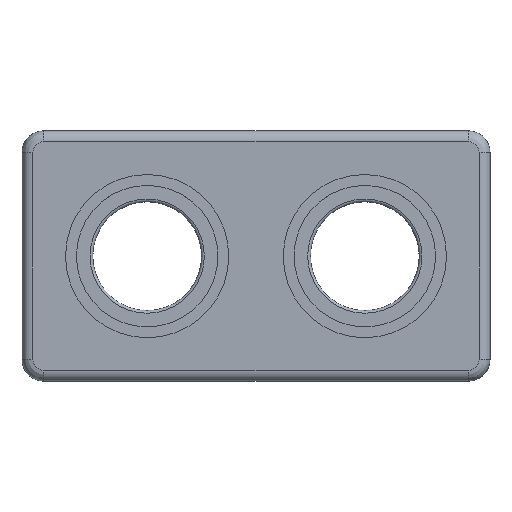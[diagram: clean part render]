
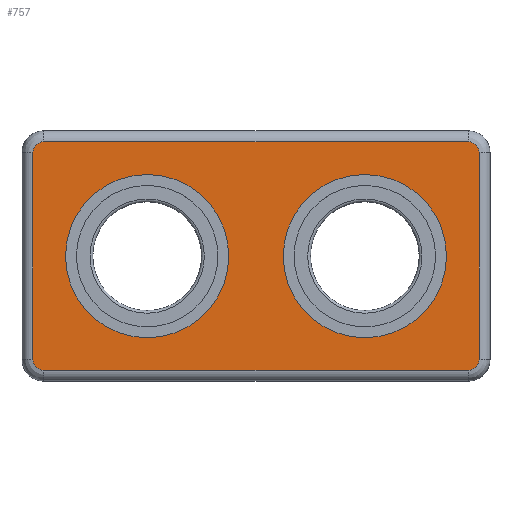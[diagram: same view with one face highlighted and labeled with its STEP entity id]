
A CAD part, top view. The second image highlights one B-rep face of the part: STEP entity #757.
In plain terms, the highlighted planar face has unit normal (0, 0, 1).
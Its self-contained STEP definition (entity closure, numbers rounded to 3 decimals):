
#28=FACE_BOUND('',#249,.T.);
#29=FACE_BOUND('',#250,.T.);
#39=PLANE('',#868);
#73=LINE('',#1336,#119);
#74=LINE('',#1352,#120);
#75=LINE('',#1368,#121);
#76=LINE('',#1384,#122);
#119=VECTOR('',#1050,10.);
#120=VECTOR('',#1059,10.);
#121=VECTOR('',#1068,10.);
#122=VECTOR('',#1077,10.);
#194=FACE_OUTER_BOUND('',#248,.T.);
#248=EDGE_LOOP('',(#654,#655,#656,#657,#658,#659,#660,#661));
#249=EDGE_LOOP('',(#662));
#250=EDGE_LOOP('',(#663));
#311=CIRCLE('',#848,1.);
#316=CIRCLE('',#854,1.);
#319=CIRCLE('',#858,1.);
#323=CIRCLE('',#863,1.);
#324=CIRCLE('',#869,7.5);
#325=CIRCLE('',#870,7.5);
#380=VERTEX_POINT('',#1325);
#381=VERTEX_POINT('',#1327);
#383=VERTEX_POINT('',#1333);
#384=VERTEX_POINT('',#1346);
#385=VERTEX_POINT('',#1350);
#386=VERTEX_POINT('',#1362);
#387=VERTEX_POINT('',#1366);
#388=VERTEX_POINT('',#1378);
#390=VERTEX_POINT('',#1393);
#391=VERTEX_POINT('',#1395);
#464=EDGE_CURVE('',#380,#381,#311,.T.);
#469=EDGE_CURVE('',#381,#383,#73,.T.);
#471=EDGE_CURVE('',#383,#384,#316,.T.);
#473=EDGE_CURVE('',#384,#385,#74,.T.);
#475=EDGE_CURVE('',#385,#386,#319,.T.);
#477=EDGE_CURVE('',#386,#387,#75,.T.);
#480=EDGE_CURVE('',#387,#388,#323,.T.);
#481=EDGE_CURVE('',#388,#380,#76,.T.);
#486=EDGE_CURVE('',#390,#390,#324,.T.);
#487=EDGE_CURVE('',#391,#391,#325,.T.);
#654=ORIENTED_EDGE('',*,*,#464,.F.);
#655=ORIENTED_EDGE('',*,*,#481,.F.);
#656=ORIENTED_EDGE('',*,*,#480,.F.);
#657=ORIENTED_EDGE('',*,*,#477,.F.);
#658=ORIENTED_EDGE('',*,*,#475,.F.);
#659=ORIENTED_EDGE('',*,*,#473,.F.);
#660=ORIENTED_EDGE('',*,*,#471,.F.);
#661=ORIENTED_EDGE('',*,*,#469,.F.);
#662=ORIENTED_EDGE('',*,*,#486,.T.);
#663=ORIENTED_EDGE('',*,*,#487,.T.);
#757=ADVANCED_FACE('',(#194,#28,#29),#39,.T.);
#848=AXIS2_PLACEMENT_3D('',#1328,#1039,#1040);
#854=AXIS2_PLACEMENT_3D('',#1348,#1053,#1054);
#858=AXIS2_PLACEMENT_3D('',#1364,#1062,#1063);
#863=AXIS2_PLACEMENT_3D('',#1382,#1073,#1074);
#868=AXIS2_PLACEMENT_3D('',#1392,#1088,#1089);
#869=AXIS2_PLACEMENT_3D('',#1394,#1090,#1091);
#870=AXIS2_PLACEMENT_3D('',#1396,#1092,#1093);
#1039=DIRECTION('center_axis',(0.,0.,-1.));
#1040=DIRECTION('ref_axis',(-0.707,0.707,0.));
#1050=DIRECTION('',(1.,0.,0.));
#1053=DIRECTION('center_axis',(0.,0.,-1.));
#1054=DIRECTION('ref_axis',(0.707,0.707,0.));
#1059=DIRECTION('',(0.,-1.,0.));
#1062=DIRECTION('center_axis',(0.,0.,-1.));
#1063=DIRECTION('ref_axis',(0.707,-0.707,0.));
#1068=DIRECTION('',(-1.,0.,0.));
#1073=DIRECTION('center_axis',(0.,0.,-1.));
#1074=DIRECTION('ref_axis',(-0.707,-0.707,0.));
#1077=DIRECTION('',(0.,1.,0.));
#1088=DIRECTION('center_axis',(0.,0.,1.));
#1089=DIRECTION('ref_axis',(1.,0.,0.));
#1090=DIRECTION('center_axis',(0.,0.,-1.));
#1091=DIRECTION('ref_axis',(-1.,0.,0.));
#1092=DIRECTION('center_axis',(0.,0.,-1.));
#1093=DIRECTION('ref_axis',(-1.,0.,0.));
#1325=CARTESIAN_POINT('',(-20.5,2.,5.5));
#1327=CARTESIAN_POINT('',(-19.5,3.,5.5));
#1328=CARTESIAN_POINT('Origin',(-19.5,2.,5.5));
#1333=CARTESIAN_POINT('',(19.5,3.,5.5));
#1336=CARTESIAN_POINT('',(10.75,3.,5.5));
#1346=CARTESIAN_POINT('',(20.5,2.,5.5));
#1348=CARTESIAN_POINT('Origin',(19.5,2.,5.5));
#1350=CARTESIAN_POINT('',(20.5,-17.,5.5));
#1352=CARTESIAN_POINT('',(20.5,-13.25,5.5));
#1362=CARTESIAN_POINT('',(19.5,-18.,5.5));
#1364=CARTESIAN_POINT('Origin',(19.5,-17.,5.5));
#1366=CARTESIAN_POINT('',(-19.5,-18.,5.5));
#1368=CARTESIAN_POINT('',(-10.75,-18.,5.5));
#1378=CARTESIAN_POINT('',(-20.5,-17.,5.5));
#1382=CARTESIAN_POINT('Origin',(-19.5,-17.,5.5));
#1384=CARTESIAN_POINT('',(-20.5,-1.75,5.5));
#1392=CARTESIAN_POINT('Origin',(0.,-7.5,
5.5));
#1393=CARTESIAN_POINT('',(17.5,-7.518,5.5));
#1394=CARTESIAN_POINT('Origin',(10.,-7.518,5.5));
#1395=CARTESIAN_POINT('',(-2.5,-7.518,5.5));
#1396=CARTESIAN_POINT('Origin',(-10.,-7.518,5.5));
